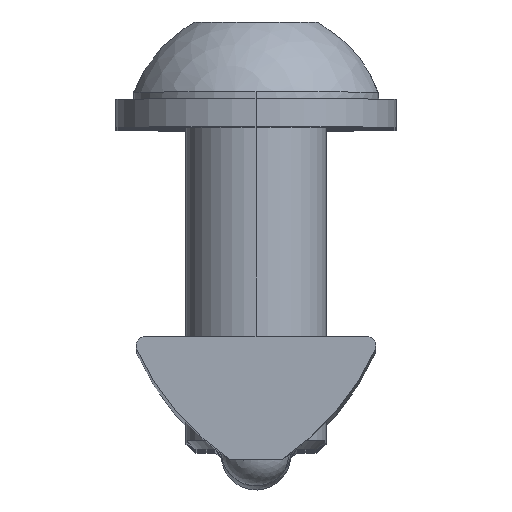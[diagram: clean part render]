
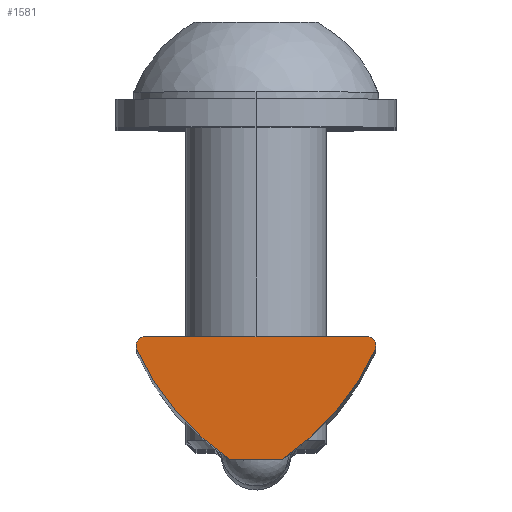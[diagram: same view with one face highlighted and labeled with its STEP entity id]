
A CAD part, top view. The second image highlights one B-rep face of the part: STEP entity #1581.
In plain terms, the highlighted planar face has unit normal (0, 0, 1).
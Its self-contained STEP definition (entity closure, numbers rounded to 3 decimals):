
#33 = VERTEX_POINT ( 'NONE', #3155 ) ;
#122 = DIRECTION ( 'NONE',  ( 0., 0., -1. ) ) ;
#205 = LINE ( 'NONE', #583, #2497 ) ;
#229 = EDGE_CURVE ( 'NONE', #33, #3762, #2705, .T. ) ;
#338 = DIRECTION ( 'NONE',  ( 0., 0., -1. ) ) ;
#363 = PLANE ( 'NONE',  #3213 ) ;
#583 = CARTESIAN_POINT ( 'NONE',  ( 6.35, 0., 75. ) ) ;
#659 = VERTEX_POINT ( 'NONE', #1116 ) ;
#677 = CIRCLE ( 'NONE', #3460, 15. ) ;
#894 = EDGE_CURVE ( 'NONE', #4659, #33, #4316, .T. ) ;
#965 = AXIS2_PLACEMENT_3D ( 'NONE', #1121, #4213, #2605 ) ;
#1059 = CARTESIAN_POINT ( 'NONE',  ( 6.35, -0.5, 75. ) ) ;
#1084 = CARTESIAN_POINT ( 'NONE',  ( 6.35, 0., 75. ) ) ;
#1116 = CARTESIAN_POINT ( 'NONE',  ( -6.35, 0., 75. ) ) ;
#1117 = CARTESIAN_POINT ( 'NONE',  ( 6.35, -0.5, 75. ) ) ;
#1121 = CARTESIAN_POINT ( 'NONE',  ( -6.876, 5.444, 75. ) ) ;
#1138 = DIRECTION ( 'NONE',  ( 0., 0., -1. ) ) ;
#1145 = CIRCLE ( 'NONE', #2092, 0.5 ) ;
#1188 = DIRECTION ( 'NONE',  ( -1., 0., 0. ) ) ;
#1371 = ORIENTED_EDGE ( 'NONE', *, *, #2894, .F. ) ;
#1394 = CARTESIAN_POINT ( 'NONE',  ( -6.35, -0.5, 75. ) ) ;
#1492 = FACE_OUTER_BOUND ( 'NONE', #3685, .T. ) ;
#1581 = ADVANCED_FACE ( 'NONE', ( #1492 ), #363, .F. ) ;
#1659 = CIRCLE ( 'NONE', #4448, 0.5 ) ;
#1705 = DIRECTION ( 'NONE',  ( -1., 0., 0. ) ) ;
#1744 = EDGE_CURVE ( 'NONE', #3762, #4358, #4283, .T. ) ;
#1748 = CARTESIAN_POINT ( 'NONE',  ( -6.806, -0.705, 75. ) ) ;
#1754 = DIRECTION ( 'NONE',  ( 0., 0., -1. ) ) ;
#1829 = DIRECTION ( 'NONE',  ( -1., 0., 0. ) ) ;
#2092 = AXIS2_PLACEMENT_3D ( 'NONE', #3582, #122, #4734 ) ;
#2141 = ORIENTED_EDGE ( 'NONE', *, *, #3204, .T. ) ;
#2363 = ORIENTED_EDGE ( 'NONE', *, *, #229, .F. ) ;
#2388 = VERTEX_POINT ( 'NONE', #4068 ) ;
#2394 = AXIS2_PLACEMENT_3D ( 'NONE', #1059, #1754, #1829 ) ;
#2404 = CARTESIAN_POINT ( 'NONE',  ( -1.5, -7., 75. ) ) ;
#2483 = EDGE_CURVE ( 'NONE', #2388, #659, #1145, .T. ) ;
#2494 = ORIENTED_EDGE ( 'NONE', *, *, #4866, .F. ) ;
#2497 = VECTOR ( 'NONE', #1705, 1000. ) ;
#2525 = ORIENTED_EDGE ( 'NONE', *, *, #1744, .F. ) ;
#2596 = ORIENTED_EDGE ( 'NONE', *, *, #2483, .F. ) ;
#2605 = DIRECTION ( 'NONE',  ( -1., 0., 0. ) ) ;
#2705 = CIRCLE ( 'NONE', #965, 15. ) ;
#2894 = EDGE_CURVE ( 'NONE', #4358, #3820, #677, .T. ) ;
#2898 = ORIENTED_EDGE ( 'NONE', *, *, #894, .F. ) ;
#2954 = DIRECTION ( 'NONE',  ( -1., 0., 0. ) ) ;
#3030 = CARTESIAN_POINT ( 'NONE',  ( 6.876, 5.444, 75. ) ) ;
#3036 = DIRECTION ( 'NONE',  ( 0., 0., -1. ) ) ;
#3155 = CARTESIAN_POINT ( 'NONE',  ( 6.806, -0.705, 75. ) ) ;
#3204 = EDGE_CURVE ( 'NONE', #4659, #659, #205, .T. ) ;
#3213 = AXIS2_PLACEMENT_3D ( 'NONE', #1117, #3036, #3370 ) ;
#3296 = DIRECTION ( 'NONE',  ( -1., 0., 0. ) ) ;
#3370 = DIRECTION ( 'NONE',  ( -1., 0., 0. ) ) ;
#3452 = VECTOR ( 'NONE', #1188, 1000. ) ;
#3460 = AXIS2_PLACEMENT_3D ( 'NONE', #3030, #1138, #2954 ) ;
#3582 = CARTESIAN_POINT ( 'NONE',  ( -6.35, -0.5, 75. ) ) ;
#3685 = EDGE_LOOP ( 'NONE', ( #2525, #2363, #2898, #2141, #2596, #2494, #1371 ) ) ;
#3762 = VERTEX_POINT ( 'NONE', #4085 ) ;
#3820 = VERTEX_POINT ( 'NONE', #1748 ) ;
#4068 = CARTESIAN_POINT ( 'NONE',  ( -6.85, -0.5, 75. ) ) ;
#4085 = CARTESIAN_POINT ( 'NONE',  ( 1.5, -7., 75. ) ) ;
#4213 = DIRECTION ( 'NONE',  ( 0., 0., -1. ) ) ;
#4256 = CARTESIAN_POINT ( 'NONE',  ( 6.35, -7., 75. ) ) ;
#4283 = LINE ( 'NONE', #4256, #3452 ) ;
#4316 = CIRCLE ( 'NONE', #2394, 0.5 ) ;
#4358 = VERTEX_POINT ( 'NONE', #2404 ) ;
#4448 = AXIS2_PLACEMENT_3D ( 'NONE', #1394, #338, #3296 ) ;
#4659 = VERTEX_POINT ( 'NONE', #1084 ) ;
#4734 = DIRECTION ( 'NONE',  ( -1., 0., 0. ) ) ;
#4866 = EDGE_CURVE ( 'NONE', #3820, #2388, #1659, .T. ) ;
